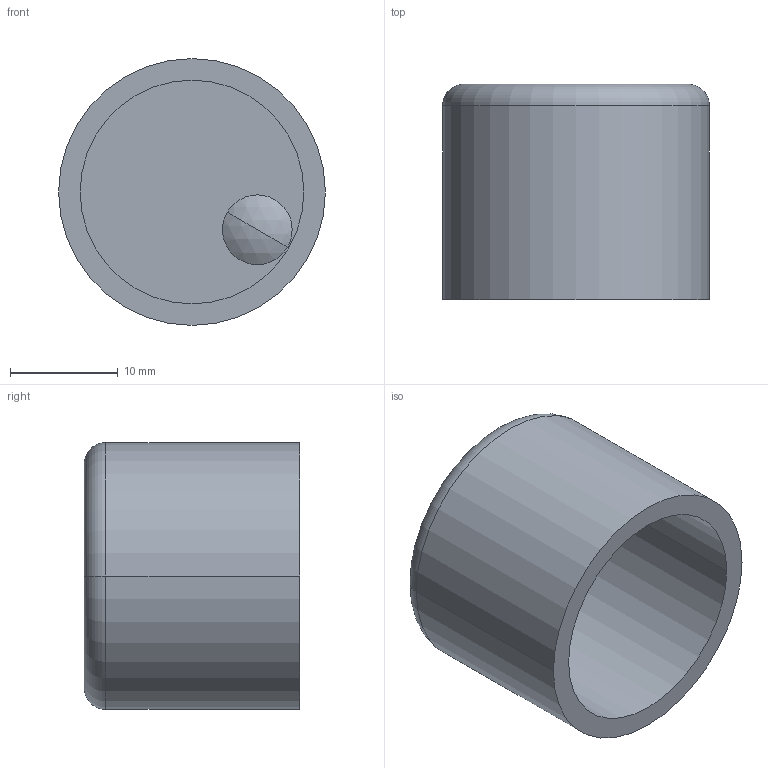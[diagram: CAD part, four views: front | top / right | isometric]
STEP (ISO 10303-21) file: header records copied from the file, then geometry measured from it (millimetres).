
FILE_DESCRIPTION(('produced by SPATIAL CORP'),'2;1');
FILE_NAME( 'tuner_control.prt.hh.sat.stp','2002-04-19T14:10:46+00:00',('SPATIAL CORP'),('SPATIAL CORP'), 'ACIS STEP Husk','http://www.spatial.com','SPATIAL CORP');
FILE_SCHEMA(('CONFIG_CONTROL_DESIGN'));
Length unit declared in the file: millimetre
Products named in the file (1): PRODUCT_ID_1
Bounding box: 24.75 x 20 x 24.75 mm (x, y, z)
Volume: 3477.8 mm3; surface area: 3629.1 mm2
Topology: 1 solids, 1 shells, 13 faces, 24 edges, 16 vertices
Faces by surface type: sphere 4, cylinder 4, plane 3, torus 2
Entity records: 398 total; most frequent: DIRECTION 60, CARTESIAN_POINT 48, ORIENTED_EDGE 48, AXIS2_PLACEMENT_3D 28, EDGE_CURVE 24, CIRCLE 20, VERTEX_POINT 16, EDGE_LOOP 16
